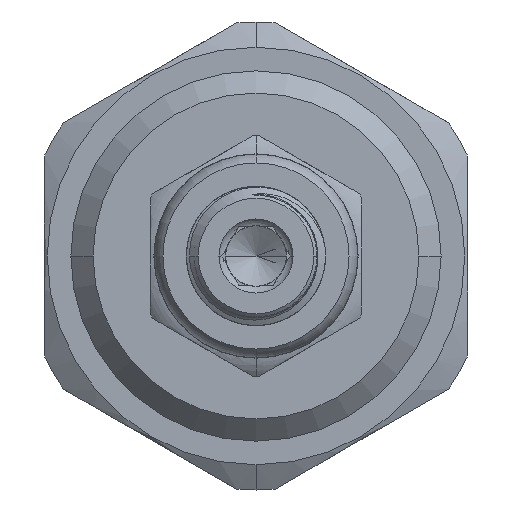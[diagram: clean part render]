
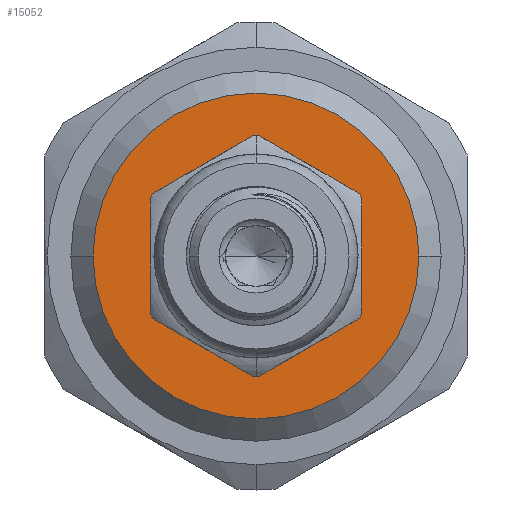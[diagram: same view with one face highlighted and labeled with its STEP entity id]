
A CAD part, left-side view. The second image highlights one B-rep face of the part: STEP entity #15052.
In plain terms, the highlighted planar face has unit normal (-1, 0, 0).
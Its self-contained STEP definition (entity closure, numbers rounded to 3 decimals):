
#31 = CARTESIAN_POINT ( 'NONE',  ( -58.893, 0., 0. ) ) ;
#936 = AXIS2_PLACEMENT_3D ( 'NONE', #7155, #16523, #13803 ) ;
#1334 = DIRECTION ( 'NONE',  ( 0., -1., 0. ) ) ;
#1456 = DIRECTION ( 'NONE',  ( 1., 0., 0. ) ) ;
#1492 = AXIS2_PLACEMENT_3D ( 'NONE', #3890, #15993, #1334 ) ;
#2148 = AXIS2_PLACEMENT_3D ( 'NONE', #31, #2705, #12086 ) ;
#2364 = DIRECTION ( 'NONE',  ( -1., 0., 0. ) ) ;
#2426 = CARTESIAN_POINT ( 'NONE',  ( -58.893, 0., 0. ) ) ;
#2564 = VERTEX_POINT ( 'NONE', #8604 ) ;
#2705 = DIRECTION ( 'NONE',  ( 1., 0., 0. ) ) ;
#3033 = ORIENTED_EDGE ( 'NONE', *, *, #5668, .T. ) ;
#3090 = EDGE_CURVE ( 'NONE', #2564, #5515, #3695, .T. ) ;
#3324 = CARTESIAN_POINT ( 'NONE',  ( -58.893, 0., -6.875 ) ) ;
#3651 = CARTESIAN_POINT ( 'NONE',  ( -58.893, 11., 0. ) ) ;
#3695 = CIRCLE ( 'NONE', #2148, 6.875 ) ;
#3890 = CARTESIAN_POINT ( 'NONE',  ( -58.893, 0., 0. ) ) ;
#4297 = ORIENTED_EDGE ( 'NONE', *, *, #8447, .T. ) ;
#4939 = CARTESIAN_POINT ( 'NONE',  ( -58.893, -11., 0. ) ) ;
#5227 = DIRECTION ( 'NONE',  ( 0., 0., -1. ) ) ;
#5515 = VERTEX_POINT ( 'NONE', #3324 ) ;
#5622 = ORIENTED_EDGE ( 'NONE', *, *, #15777, .T. ) ;
#5660 = CIRCLE ( 'NONE', #936, 11. ) ;
#5668 = EDGE_CURVE ( 'NONE', #5515, #2564, #9359, .T. ) ;
#5720 = DIRECTION ( 'NONE',  ( 0., -1., 0. ) ) ;
#6700 = PLANE ( 'NONE',  #1492 ) ;
#7155 = CARTESIAN_POINT ( 'NONE',  ( -58.893, 0., 0. ) ) ;
#7805 = AXIS2_PLACEMENT_3D ( 'NONE', #2426, #2364, #5720 ) ;
#8447 = EDGE_CURVE ( 'NONE', #13800, #15332, #16262, .T. ) ;
#8604 = CARTESIAN_POINT ( 'NONE',  ( -58.893, 0., 6.875 ) ) ;
#9227 = FACE_BOUND ( 'NONE', #14625, .T. ) ;
#9359 = CIRCLE ( 'NONE', #15374, 6.875 ) ;
#10887 = FACE_OUTER_BOUND ( 'NONE', #10955, .T. ) ;
#10955 = EDGE_LOOP ( 'NONE', ( #4297, #5622 ) ) ;
#11689 = ORIENTED_EDGE ( 'NONE', *, *, #3090, .T. ) ;
#11998 = CARTESIAN_POINT ( 'NONE',  ( -58.893, 0., 0. ) ) ;
#12086 = DIRECTION ( 'NONE',  ( 0., 0., -1. ) ) ;
#13800 = VERTEX_POINT ( 'NONE', #3651 ) ;
#13803 = DIRECTION ( 'NONE',  ( 0., -1., 0. ) ) ;
#14625 = EDGE_LOOP ( 'NONE', ( #11689, #3033 ) ) ;
#15052 = ADVANCED_FACE ( 'NONE', ( #9227, #10887 ), #6700, .T. ) ;
#15332 = VERTEX_POINT ( 'NONE', #4939 ) ;
#15374 = AXIS2_PLACEMENT_3D ( 'NONE', #11998, #1456, #5227 ) ;
#15777 = EDGE_CURVE ( 'NONE', #15332, #13800, #5660, .T. ) ;
#15993 = DIRECTION ( 'NONE',  ( -1., 0., 0. ) ) ;
#16262 = CIRCLE ( 'NONE', #7805, 11. ) ;
#16523 = DIRECTION ( 'NONE',  ( -1., 0., 0. ) ) ;
